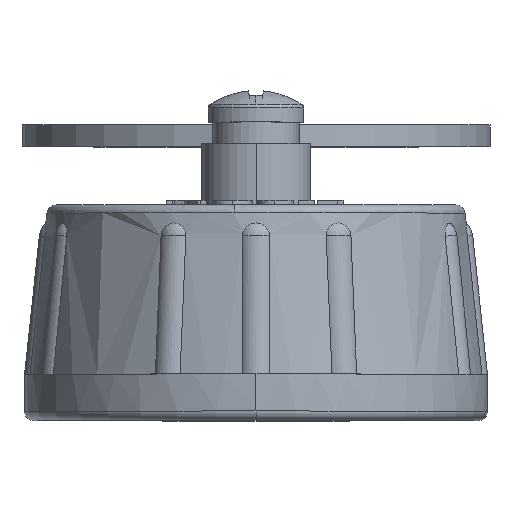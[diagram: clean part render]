
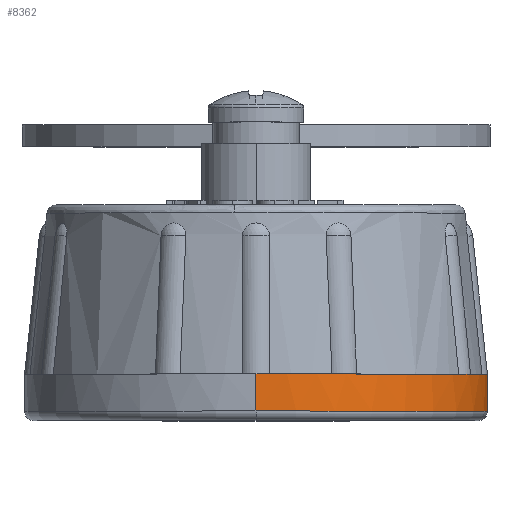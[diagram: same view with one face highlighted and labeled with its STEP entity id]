
A CAD part, top view. The second image highlights one B-rep face of the part: STEP entity #8362.
In plain terms, the highlighted cylindrical face has radius 12.7 mm (diameter 25.4 mm), a partial arc.
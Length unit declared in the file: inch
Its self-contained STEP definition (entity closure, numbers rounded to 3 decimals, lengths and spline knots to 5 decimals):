
#332 = DIRECTION ( 'NONE',  ( 0., 1., 0. ) ) ;
#333 = CARTESIAN_POINT ( 'NONE',  ( 0., 0.1, 0. ) ) ;
#334 = AXIS2_PLACEMENT_3D ( 'NONE', #333, #332, #379 ) ;
#335 = CIRCLE ( 'NONE', #334, 0.5 ) ;
#336 = DIRECTION ( 'NONE',  ( 0., -1., 0. ) ) ;
#337 = VECTOR ( 'NONE', #336, 39.37008 ) ;
#338 = CARTESIAN_POINT ( 'NONE',  ( 0., 0.1, -0.5 ) ) ;
#339 = LINE ( 'NONE', #338, #337 ) ;
#340 = DIRECTION ( 'NONE',  ( 0., -1., 0. ) ) ;
#341 = VECTOR ( 'NONE', #340, 39.37008 ) ;
#342 = CARTESIAN_POINT ( 'NONE',  ( 0., 0.1, 0.5 ) ) ;
#348 = LINE ( 'NONE', #342, #341 ) ;
#363 = CARTESIAN_POINT ( 'NONE',  ( 0., 0.1, -0.5 ) ) ;
#368 = DIRECTION ( 'NONE',  ( 0., 0., 1. ) ) ;
#369 = DIRECTION ( 'NONE',  ( 0., 1., 0. ) ) ;
#370 = CARTESIAN_POINT ( 'NONE',  ( 0., 0.1, 0. ) ) ;
#371 = AXIS2_PLACEMENT_3D ( 'NONE', #370, #369, #368 ) ;
#372 = CIRCLE ( 'NONE', #371, 0.5 ) ;
#373 = DIRECTION ( 'NONE',  ( 0., 0., 1. ) ) ;
#374 = DIRECTION ( 'NONE',  ( 0., 1., 0. ) ) ;
#375 = CARTESIAN_POINT ( 'NONE',  ( 0., 0.1, 0. ) ) ;
#376 = AXIS2_PLACEMENT_3D ( 'NONE', #375, #374, #373 ) ;
#377 = CIRCLE ( 'NONE', #376, 0.5 ) ;
#378 = CARTESIAN_POINT ( 'NONE',  ( 0.19537, 0.1, -0.46025 ) ) ;
#379 = DIRECTION ( 'NONE',  ( 0., 0., 1. ) ) ;
#387 = CARTESIAN_POINT ( 'NONE',  ( 0.19537, 0.1, 0.46025 ) ) ;
#388 = CARTESIAN_POINT ( 'NONE',  ( 0., 0.1, 0.5 ) ) ;
#389 = DIRECTION ( 'NONE',  ( 0., 0., 1. ) ) ;
#390 = DIRECTION ( 'NONE',  ( 0., 1., 0. ) ) ;
#391 = CARTESIAN_POINT ( 'NONE',  ( 0., 0.1, 0. ) ) ;
#393 = AXIS2_PLACEMENT_3D ( 'NONE', #391, #390, #389 ) ;
#394 = CIRCLE ( 'NONE', #393, 0.5 ) ;
#405 = DIRECTION ( 'NONE',  ( 0., 0., -1. ) ) ;
#406 = DIRECTION ( 'NONE',  ( 0., -1., 0. ) ) ;
#407 = AXIS2_PLACEMENT_3D ( 'NONE', #408, #406, #405 ) ;
#408 = CARTESIAN_POINT ( 'NONE',  ( 0., 0.1, 0. ) ) ;
#410 = CYLINDRICAL_SURFACE ( 'NONE', #407, 0.5 ) ;
#411 = FACE_OUTER_BOUND ( 'NONE', #8363, .T. ) ;
#423 = CARTESIAN_POINT ( 'NONE',  ( 0.5, 0.1, 0. ) ) ;
#588 = DIRECTION ( 'NONE',  ( 0., 0., 1. ) ) ;
#589 = DIRECTION ( 'NONE',  ( 0., 1., 0. ) ) ;
#590 = CARTESIAN_POINT ( 'NONE',  ( 0., 0.1, 0. ) ) ;
#591 = AXIS2_PLACEMENT_3D ( 'NONE', #590, #589, #588 ) ;
#592 = CIRCLE ( 'NONE', #591, 0.5 ) ;
#593 = CARTESIAN_POINT ( 'NONE',  ( 0.46025, 0.1, 0.19537 ) ) ;
#594 = DIRECTION ( 'NONE',  ( 0., 0., 1. ) ) ;
#595 = DIRECTION ( 'NONE',  ( 0., 1., 0. ) ) ;
#596 = CARTESIAN_POINT ( 'NONE',  ( 0., 0.1, 0. ) ) ;
#597 = AXIS2_PLACEMENT_3D ( 'NONE', #596, #595, #594 ) ;
#602 = CIRCLE ( 'NONE', #597, 0.5 ) ;
#8252 = VERTEX_POINT ( 'NONE', #11212 ) ;
#8270 = VERTEX_POINT ( 'NONE', #11271 ) ;
#8273 = EDGE_CURVE ( 'NONE', #8274, #8270, #11270, .T. ) ;
#8274 = VERTEX_POINT ( 'NONE', #11265 ) ;
#8340 = ORIENTED_EDGE ( 'NONE', *, *, #8341, .T. ) ;
#8341 = EDGE_CURVE ( 'NONE', #8366, #8274, #348, .T. ) ;
#8342 = ORIENTED_EDGE ( 'NONE', *, *, #8273, .T. ) ;
#8343 = ORIENTED_EDGE ( 'NONE', *, *, #8344, .F. ) ;
#8344 = EDGE_CURVE ( 'NONE', #8355, #8270, #339, .T. ) ;
#8345 = ORIENTED_EDGE ( 'NONE', *, *, #8346, .F. ) ;
#8346 = EDGE_CURVE ( 'NONE', #8347, #8355, #335, .T. ) ;
#8347 = VERTEX_POINT ( 'NONE', #378 ) ;
#8348 = ORIENTED_EDGE ( 'NONE', *, *, #8349, .F. ) ;
#8349 = EDGE_CURVE ( 'NONE', #8252, #8347, #377, .T. ) ;
#8350 = ORIENTED_EDGE ( 'NONE', *, *, #8351, .F. ) ;
#8351 = EDGE_CURVE ( 'NONE', #8374, #8252, #372, .T. ) ;
#8352 = ORIENTED_EDGE ( 'NONE', *, *, #8420, .F. ) ;
#8355 = VERTEX_POINT ( 'NONE', #363 ) ;
#8362 = ADVANCED_FACE ( 'NONE', ( #411 ), #410, .T. ) ;
#8363 = EDGE_LOOP ( 'NONE', ( #8364, #8340, #8342, #8343, #8345, #8348, #8350, #8352, #8422 ) ) ;
#8364 = ORIENTED_EDGE ( 'NONE', *, *, #8365, .F. ) ;
#8365 = EDGE_CURVE ( 'NONE', #8366, #8367, #394, .T. ) ;
#8366 = VERTEX_POINT ( 'NONE', #388 ) ;
#8367 = VERTEX_POINT ( 'NONE', #387 ) ;
#8374 = VERTEX_POINT ( 'NONE', #423 ) ;
#8420 = EDGE_CURVE ( 'NONE', #8421, #8374, #602, .T. ) ;
#8421 = VERTEX_POINT ( 'NONE', #593 ) ;
#8422 = ORIENTED_EDGE ( 'NONE', *, *, #8423, .F. ) ;
#8423 = EDGE_CURVE ( 'NONE', #8367, #8421, #592, .T. ) ;
#11212 = CARTESIAN_POINT ( 'NONE',  ( 0.46025, 0.1, -0.19537 ) ) ;
#11265 = CARTESIAN_POINT ( 'NONE',  ( 0., 0.02, 0.5 ) ) ;
#11266 = DIRECTION ( 'NONE',  ( 0., 0., 1. ) ) ;
#11267 = DIRECTION ( 'NONE',  ( 0., 1., 0. ) ) ;
#11268 = CARTESIAN_POINT ( 'NONE',  ( 0., 0.02, 0. ) ) ;
#11269 = AXIS2_PLACEMENT_3D ( 'NONE', #11268, #11267, #11266 ) ;
#11270 = CIRCLE ( 'NONE', #11269, 0.5 ) ;
#11271 = CARTESIAN_POINT ( 'NONE',  ( 0., 0.02, -0.5 ) ) ;
